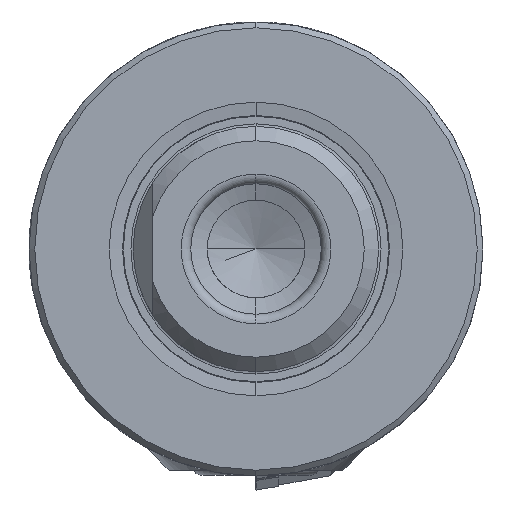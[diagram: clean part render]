
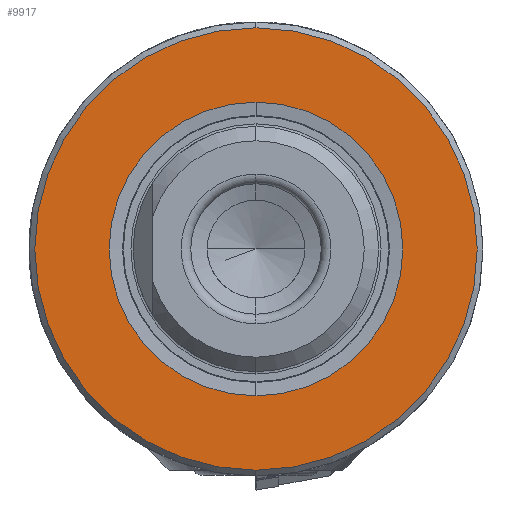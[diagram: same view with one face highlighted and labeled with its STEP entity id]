
A CAD part, left-side view. The second image highlights one B-rep face of the part: STEP entity #9917.
In plain terms, the highlighted planar face has unit normal (-1, 0, 0).
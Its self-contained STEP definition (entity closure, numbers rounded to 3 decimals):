
#527 = AXIS2_PLACEMENT_3D ( 'NONE', #8864, #9175, #11171 ) ;
#621 = FACE_BOUND ( 'NONE', #12098, .T. ) ;
#1046 = ORIENTED_EDGE ( 'NONE', *, *, #30283, .F. ) ;
#1185 = EDGE_LOOP ( 'NONE', ( #8670, #17389 ) ) ;
#3261 = EDGE_CURVE ( 'NONE', #20884, #13866, #13452, .T. ) ;
#7676 = ORIENTED_EDGE ( 'NONE', *, *, #22030, .F. ) ;
#8670 = ORIENTED_EDGE ( 'NONE', *, *, #3261, .T. ) ;
#8749 = VERTEX_POINT ( 'NONE', #16813 ) ;
#8864 = CARTESIAN_POINT ( 'NONE',  ( -86.75, 0., 0. ) ) ;
#9175 = DIRECTION ( 'NONE',  ( -1., 0., 0. ) ) ;
#9725 = FACE_OUTER_BOUND ( 'NONE', #1185, .T. ) ;
#9917 = ADVANCED_FACE ( 'NONE', ( #621, #9725 ), #10042, .F. ) ;
#10042 = PLANE ( 'NONE',  #25625 ) ;
#10562 = CIRCLE ( 'NONE', #19458, 15.2 ) ;
#10918 = DIRECTION ( 'NONE',  ( -1., 0., 0. ) ) ;
#11171 = DIRECTION ( 'NONE',  ( 0., 0., 1. ) ) ;
#11267 = CIRCLE ( 'NONE', #25113, 15.2 ) ;
#12098 = EDGE_LOOP ( 'NONE', ( #1046, #7676 ) ) ;
#12525 = DIRECTION ( 'NONE',  ( -1., 0., 0. ) ) ;
#12792 = CARTESIAN_POINT ( 'NONE',  ( -86.75, 0., 0. ) ) ;
#13452 = CIRCLE ( 'NONE', #24326, 22.9 ) ;
#13866 = VERTEX_POINT ( 'NONE', #17151 ) ;
#14347 = CARTESIAN_POINT ( 'NONE',  ( -86.75, 0., -22.9 ) ) ;
#14611 = EDGE_CURVE ( 'NONE', #13866, #20884, #30150, .T. ) ;
#16813 = CARTESIAN_POINT ( 'NONE',  ( -86.75, 0., 15.2 ) ) ;
#17151 = CARTESIAN_POINT ( 'NONE',  ( -86.75, 0., 22.9 ) ) ;
#17290 = CARTESIAN_POINT ( 'NONE',  ( -86.75, 15.2, 0. ) ) ;
#17303 = DIRECTION ( 'NONE',  ( 0., 0., 1. ) ) ;
#17389 = ORIENTED_EDGE ( 'NONE', *, *, #14611, .T. ) ;
#17725 = DIRECTION ( 'NONE',  ( -1., 0., 0. ) ) ;
#18032 = CARTESIAN_POINT ( 'NONE',  ( -86.75, 0., 0. ) ) ;
#19458 = AXIS2_PLACEMENT_3D ( 'NONE', #12792, #17725, #27190 ) ;
#19474 = DIRECTION ( 'NONE',  ( 1., 0., 0. ) ) ;
#20884 = VERTEX_POINT ( 'NONE', #14347 ) ;
#21583 = VERTEX_POINT ( 'NONE', #28807 ) ;
#22030 = EDGE_CURVE ( 'NONE', #21583, #8749, #11267, .T. ) ;
#24326 = AXIS2_PLACEMENT_3D ( 'NONE', #25707, #12525, #17303 ) ;
#25113 = AXIS2_PLACEMENT_3D ( 'NONE', #18032, #10918, #27636 ) ;
#25625 = AXIS2_PLACEMENT_3D ( 'NONE', #17290, #19474, #28916 ) ;
#25707 = CARTESIAN_POINT ( 'NONE',  ( -86.75, 0., 0. ) ) ;
#27190 = DIRECTION ( 'NONE',  ( 0., 0., 1. ) ) ;
#27636 = DIRECTION ( 'NONE',  ( 0., 0., 1. ) ) ;
#28807 = CARTESIAN_POINT ( 'NONE',  ( -86.75, 0., -15.2 ) ) ;
#28916 = DIRECTION ( 'NONE',  ( 0., 0., -1. ) ) ;
#30150 = CIRCLE ( 'NONE', #527, 22.9 ) ;
#30283 = EDGE_CURVE ( 'NONE', #8749, #21583, #10562, .T. ) ;
